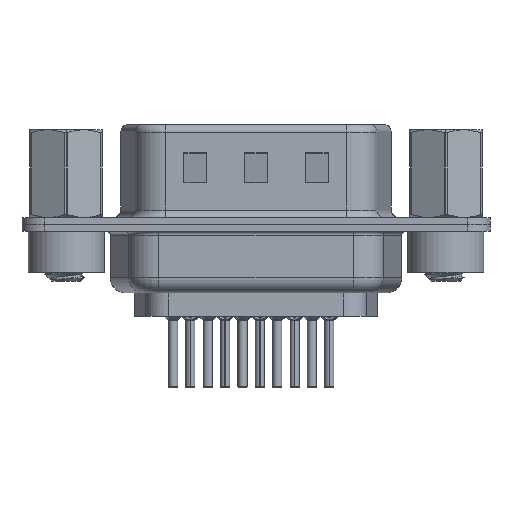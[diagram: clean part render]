
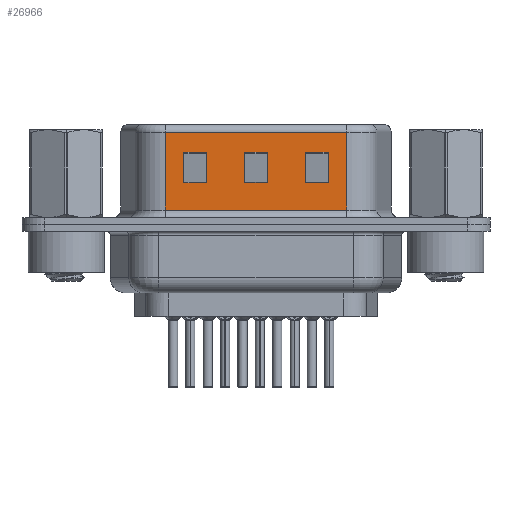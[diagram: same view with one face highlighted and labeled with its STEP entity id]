
A CAD part, front view. The second image highlights one B-rep face of the part: STEP entity #26966.
In plain terms, the highlighted planar face has unit normal (0, -1, 0).
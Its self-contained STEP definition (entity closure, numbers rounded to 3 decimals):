
#531 = DIRECTION ( 'NONE',  ( 1., 0., 0. ) ) ;
#901 = DIRECTION ( 'NONE',  ( -1., 0., 0. ) ) ;
#1014 = VERTEX_POINT ( 'NONE', #17525 ) ;
#1021 = ORIENTED_EDGE ( 'NONE', *, *, #2418, .T. ) ;
#1119 = LINE ( 'NONE', #3398, #6609 ) ;
#1232 = CARTESIAN_POINT ( 'NONE',  ( 18.474, -4.64, 0.95 ) ) ;
#1266 = CARTESIAN_POINT ( 'NONE',  ( 17.245, -4.64, 2.755 ) ) ;
#1433 = ORIENTED_EDGE ( 'NONE', *, *, #28089, .T. ) ;
#1706 = DIRECTION ( 'NONE',  ( 0., 0., 1. ) ) ;
#2074 = EDGE_LOOP ( 'NONE', ( #14406, #24538, #21264, #5100 ) ) ;
#2348 = LINE ( 'NONE', #8503, #7634 ) ;
#2418 = EDGE_CURVE ( 'NONE', #17040, #9335, #10203, .T. ) ;
#2801 = CARTESIAN_POINT ( 'NONE',  ( 18.474, -4.64, 4.755 ) ) ;
#3033 = VERTEX_POINT ( 'NONE', #6560 ) ;
#3250 = EDGE_LOOP ( 'NONE', ( #4183, #14138, #6278, #27250 ) ) ;
#3398 = CARTESIAN_POINT ( 'NONE',  ( 11.745, -4.64, 6.57 ) ) ;
#3817 = EDGE_CURVE ( 'NONE', #3033, #28198, #6049, .T. ) ;
#3912 = CARTESIAN_POINT ( 'NONE',  ( 9.245, -4.64, 6.57 ) ) ;
#3976 = EDGE_CURVE ( 'NONE', #23669, #5496, #6474, .T. ) ;
#4041 = DIRECTION ( 'NONE',  ( 0., 0., -1. ) ) ;
#4183 = ORIENTED_EDGE ( 'NONE', *, *, #3817, .T. ) ;
#4680 = ORIENTED_EDGE ( 'NONE', *, *, #26652, .T. ) ;
#4740 = CARTESIAN_POINT ( 'NONE',  ( 18.474, -4.64, 6.07 ) ) ;
#4909 = VECTOR ( 'NONE', #16637, 1000. ) ;
#4938 = CARTESIAN_POINT ( 'NONE',  ( 11.745, -4.64, 2.755 ) ) ;
#5100 = ORIENTED_EDGE ( 'NONE', *, *, #21975, .T. ) ;
#5286 = PLANE ( 'NONE',  #9306 ) ;
#5478 = ORIENTED_EDGE ( 'NONE', *, *, #22918, .T. ) ;
#5496 = VERTEX_POINT ( 'NONE', #14457 ) ;
#5519 = VERTEX_POINT ( 'NONE', #21613 ) ;
#6049 = LINE ( 'NONE', #3912, #21790 ) ;
#6167 = VECTOR ( 'NONE', #7878, 1000. ) ;
#6278 = ORIENTED_EDGE ( 'NONE', *, *, #22469, .T. ) ;
#6389 = DIRECTION ( 'NONE',  ( -1., 0., 0. ) ) ;
#6464 = LINE ( 'NONE', #6593, #22931 ) ;
#6474 = LINE ( 'NONE', #8761, #16326 ) ;
#6560 = CARTESIAN_POINT ( 'NONE',  ( 9.245, -4.64, 4.755 ) ) ;
#6593 = CARTESIAN_POINT ( 'NONE',  ( 17.245, -4.64, 6.57 ) ) ;
#6609 = VECTOR ( 'NONE', #20593, 1000. ) ;
#7384 = DIRECTION ( 'NONE',  ( 1., 0., 0. ) ) ;
#7434 = CARTESIAN_POINT ( 'NONE',  ( 7.745, -4.64, 2.755 ) ) ;
#7634 = VECTOR ( 'NONE', #8925, 1000. ) ;
#7688 = CARTESIAN_POINT ( 'NONE',  ( 7.745, -4.64, 4.755 ) ) ;
#7878 = DIRECTION ( 'NONE',  ( 0., 0., -1. ) ) ;
#8048 = CARTESIAN_POINT ( 'NONE',  ( 11.745, -4.64, 4.755 ) ) ;
#8402 = CARTESIAN_POINT ( 'NONE',  ( 14.474, -4.64, 2.755 ) ) ;
#8503 = CARTESIAN_POINT ( 'NONE',  ( 22.474, -4.64, 4.755 ) ) ;
#8511 = EDGE_CURVE ( 'NONE', #12415, #3033, #10358, .T. ) ;
#8761 = CARTESIAN_POINT ( 'NONE',  ( 18.474, -4.64, 6.57 ) ) ;
#8925 = DIRECTION ( 'NONE',  ( 1., 0., 0. ) ) ;
#9048 = CARTESIAN_POINT ( 'NONE',  ( 15.745, -4.64, 2.755 ) ) ;
#9306 = AXIS2_PLACEMENT_3D ( 'NONE', #18614, #14029, #22896 ) ;
#9335 = VERTEX_POINT ( 'NONE', #4938 ) ;
#10203 = LINE ( 'NONE', #27619, #4909 ) ;
#10358 = LINE ( 'NONE', #28061, #13711 ) ;
#10406 = LINE ( 'NONE', #8402, #14467 ) ;
#10587 = CARTESIAN_POINT ( 'NONE',  ( 13.245, -4.64, 2.755 ) ) ;
#10724 = ORIENTED_EDGE ( 'NONE', *, *, #23861, .T. ) ;
#10836 = EDGE_CURVE ( 'NONE', #15310, #25365, #11753, .T. ) ;
#11753 = LINE ( 'NONE', #25042, #6167 ) ;
#11801 = CARTESIAN_POINT ( 'NONE',  ( 9.245, -4.64, 2.755 ) ) ;
#12004 = DIRECTION ( 'NONE',  ( 0., 0., 1. ) ) ;
#12186 = CARTESIAN_POINT ( 'NONE',  ( 6.516, -4.64, 0.95 ) ) ;
#12187 = EDGE_LOOP ( 'NONE', ( #15696, #4680, #1021, #1433 ) ) ;
#12304 = VECTOR ( 'NONE', #531, 1000. ) ;
#12372 = VECTOR ( 'NONE', #4041, 1000. ) ;
#12415 = VERTEX_POINT ( 'NONE', #7688 ) ;
#12819 = DIRECTION ( 'NONE',  ( -1., 0., 0. ) ) ;
#12955 = CARTESIAN_POINT ( 'NONE',  ( 22.474, -4.64, 2.755 ) ) ;
#13620 = EDGE_CURVE ( 'NONE', #26530, #22462, #6464, .T. ) ;
#13711 = VECTOR ( 'NONE', #19112, 1000. ) ;
#14029 = DIRECTION ( 'NONE',  ( 0., 1., 0. ) ) ;
#14120 = LINE ( 'NONE', #1232, #17748 ) ;
#14138 = ORIENTED_EDGE ( 'NONE', *, *, #21313, .T. ) ;
#14406 = ORIENTED_EDGE ( 'NONE', *, *, #13620, .T. ) ;
#14441 = FACE_BOUND ( 'NONE', #12187, .T. ) ;
#14457 = CARTESIAN_POINT ( 'NONE',  ( 18.474, -4.64, 0.95 ) ) ;
#14467 = VECTOR ( 'NONE', #6389, 1000. ) ;
#14791 = DIRECTION ( 'NONE',  ( 0., 0., -1. ) ) ;
#14887 = VERTEX_POINT ( 'NONE', #8048 ) ;
#15253 = VECTOR ( 'NONE', #1706, 1000. ) ;
#15287 = ORIENTED_EDGE ( 'NONE', *, *, #3976, .F. ) ;
#15310 = VERTEX_POINT ( 'NONE', #25721 ) ;
#15484 = DIRECTION ( 'NONE',  ( 0., 0., -1. ) ) ;
#15533 = EDGE_LOOP ( 'NONE', ( #15287, #10724, #22106, #5478 ) ) ;
#15696 = ORIENTED_EDGE ( 'NONE', *, *, #17523, .T. ) ;
#16326 = VECTOR ( 'NONE', #15484, 1000. ) ;
#16418 = VECTOR ( 'NONE', #901, 1000. ) ;
#16637 = DIRECTION ( 'NONE',  ( -1., 0., 0. ) ) ;
#16816 = LINE ( 'NONE', #12955, #18627 ) ;
#17040 = VERTEX_POINT ( 'NONE', #10587 ) ;
#17277 = VECTOR ( 'NONE', #12004, 1000. ) ;
#17523 = EDGE_CURVE ( 'NONE', #14887, #5519, #26802, .T. ) ;
#17525 = CARTESIAN_POINT ( 'NONE',  ( 15.745, -4.64, 4.755 ) ) ;
#17748 = VECTOR ( 'NONE', #7384, 1000. ) ;
#17885 = EDGE_CURVE ( 'NONE', #22462, #25144, #16816, .T. ) ;
#17921 = LINE ( 'NONE', #20504, #16418 ) ;
#18614 = CARTESIAN_POINT ( 'NONE',  ( 18.474, -4.64, 6.57 ) ) ;
#18627 = VECTOR ( 'NONE', #12819, 1000. ) ;
#18913 = FACE_BOUND ( 'NONE', #2074, .T. ) ;
#18941 = CARTESIAN_POINT ( 'NONE',  ( 17.245, -4.64, 4.755 ) ) ;
#19112 = DIRECTION ( 'NONE',  ( 1., 0., 0. ) ) ;
#20504 = CARTESIAN_POINT ( 'NONE',  ( 18.474, -4.64, 6.07 ) ) ;
#20593 = DIRECTION ( 'NONE',  ( 0., 0., 1. ) ) ;
#21046 = FACE_OUTER_BOUND ( 'NONE', #15533, .T. ) ;
#21181 = FACE_BOUND ( 'NONE', #3250, .T. ) ;
#21264 = ORIENTED_EDGE ( 'NONE', *, *, #27136, .T. ) ;
#21313 = EDGE_CURVE ( 'NONE', #28198, #26720, #10406, .T. ) ;
#21597 = CARTESIAN_POINT ( 'NONE',  ( 15.745, -4.64, 6.57 ) ) ;
#21613 = CARTESIAN_POINT ( 'NONE',  ( 13.245, -4.64, 4.755 ) ) ;
#21790 = VECTOR ( 'NONE', #14791, 1000. ) ;
#21975 = EDGE_CURVE ( 'NONE', #1014, #26530, #2348, .T. ) ;
#22106 = ORIENTED_EDGE ( 'NONE', *, *, #10836, .T. ) ;
#22194 = DIRECTION ( 'NONE',  ( 0., 0., -1. ) ) ;
#22341 = LINE ( 'NONE', #23005, #17277 ) ;
#22462 = VERTEX_POINT ( 'NONE', #1266 ) ;
#22469 = EDGE_CURVE ( 'NONE', #26720, #12415, #22341, .T. ) ;
#22896 = DIRECTION ( 'NONE',  ( 0., 0., 1. ) ) ;
#22918 = EDGE_CURVE ( 'NONE', #25365, #5496, #14120, .T. ) ;
#22931 = VECTOR ( 'NONE', #22194, 1000. ) ;
#23005 = CARTESIAN_POINT ( 'NONE',  ( 7.745, -4.64, 6.57 ) ) ;
#23626 = CARTESIAN_POINT ( 'NONE',  ( 13.245, -4.64, 6.57 ) ) ;
#23669 = VERTEX_POINT ( 'NONE', #4740 ) ;
#23861 = EDGE_CURVE ( 'NONE', #23669, #15310, #17921, .T. ) ;
#24007 = LINE ( 'NONE', #21597, #15253 ) ;
#24036 = LINE ( 'NONE', #23626, #12372 ) ;
#24538 = ORIENTED_EDGE ( 'NONE', *, *, #17885, .T. ) ;
#25042 = CARTESIAN_POINT ( 'NONE',  ( 6.516, -4.64, 6.57 ) ) ;
#25144 = VERTEX_POINT ( 'NONE', #9048 ) ;
#25365 = VERTEX_POINT ( 'NONE', #12186 ) ;
#25721 = CARTESIAN_POINT ( 'NONE',  ( 6.516, -4.64, 6.07 ) ) ;
#26530 = VERTEX_POINT ( 'NONE', #18941 ) ;
#26652 = EDGE_CURVE ( 'NONE', #5519, #17040, #24036, .T. ) ;
#26720 = VERTEX_POINT ( 'NONE', #7434 ) ;
#26802 = LINE ( 'NONE', #2801, #12304 ) ;
#26966 = ADVANCED_FACE ( 'NONE', ( #21181, #18913, #14441, #21046 ), #5286, .F. ) ;
#27136 = EDGE_CURVE ( 'NONE', #25144, #1014, #24007, .T. ) ;
#27250 = ORIENTED_EDGE ( 'NONE', *, *, #8511, .T. ) ;
#27619 = CARTESIAN_POINT ( 'NONE',  ( 18.474, -4.64, 2.755 ) ) ;
#28061 = CARTESIAN_POINT ( 'NONE',  ( 14.474, -4.64, 4.755 ) ) ;
#28089 = EDGE_CURVE ( 'NONE', #9335, #14887, #1119, .T. ) ;
#28198 = VERTEX_POINT ( 'NONE', #11801 ) ;
